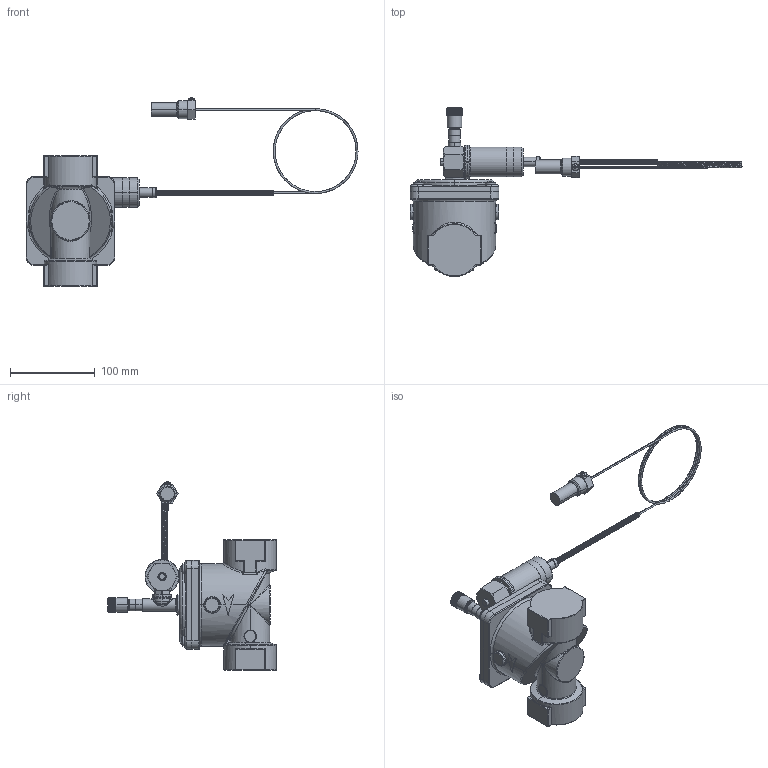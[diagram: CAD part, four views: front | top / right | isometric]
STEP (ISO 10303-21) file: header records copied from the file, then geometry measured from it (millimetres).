
FILE_DESCRIPTION (( 'STEP AP203' ), '1' );
FILE_NAME ('VIC-A-DN40_BIM_capilare.STEP', '2023-03-16T10:57:10', ( '' ), ( '' ), 'SwSTEP 2.0', 'SolidWorks 2021', '' );
FILE_SCHEMA (( 'CONFIG_CONTROL_DESIGN' ));
Products named in the file (1): VIC-A-DN40_BIM_capilare
Bounding box: 391.8 x 199.4 x 222.32 mm (x, y, z)
Volume: 1066945.5 mm3; surface area: 109991.7 mm2
Topology: 1 solids, 1 shells, 2933 faces, 8383 edges, 5404 vertices
Faces by surface type: plane 1811, cylinder 737, bspline 164, torus 98, cone 85, sphere 38
Entity records: 138532 total; most frequent: CARTESIAN_POINT 70361, ORIENTED_EDGE 16622, DIRECTION 11826, EDGE_CURVE 8311, VERTEX_POINT 5404, LINE 4110, VECTOR 4110, AXIS2_PLACEMENT_3D 3858
